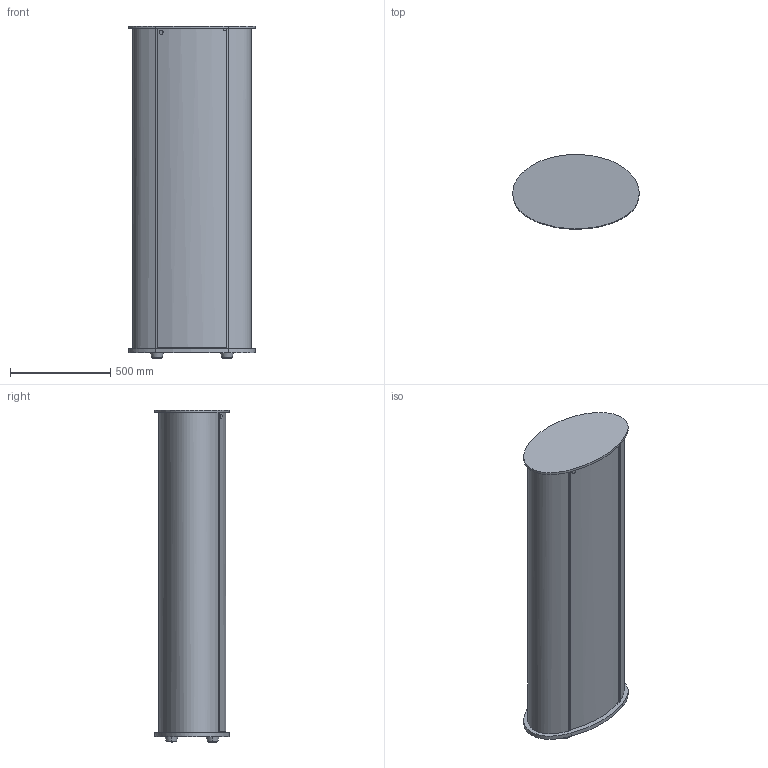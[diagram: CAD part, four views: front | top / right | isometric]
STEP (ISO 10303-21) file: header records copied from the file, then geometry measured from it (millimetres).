
FILE_DESCRIPTION(/* description */ (''),/* implementation_level */ '2;1');
FILE_NAME(/* name */ '2140 - Palladio',/* time_stamp */ '2010-11-04T15:47:35+01:00',/* author */ (''),/* organization */ (''),/* preprocessor_version */ 'ST-DEVELOPER v10',/* originating_system */ '',/* authorisation */ '');
FILE_SCHEMA (('CONFIG_CONTROL_DESIGN'));
Length unit declared in the file: centimetre
Products named in the file (1): 1
Bounding box: 631.29 x 372.85 x 1659 mm (x, y, z)
Volume: 23975464.7 mm3; surface area: 6908970.9 mm2
Topology: 17 solids, 17 shells, 96 faces, 178 edges, 116 vertices
Faces by surface type: plane 62, bspline 34
Entity records: 4551 total; most frequent: CARTESIAN_POINT 3168, ORIENTED_EDGE 356, EDGE_CURVE 178, B_SPLINE_CURVE_WITH_KNOTS 121, VERTEX_POINT 116, ADVANCED_FACE 96, FACE_OUTER_BOUND 96, EDGE_LOOP 96
